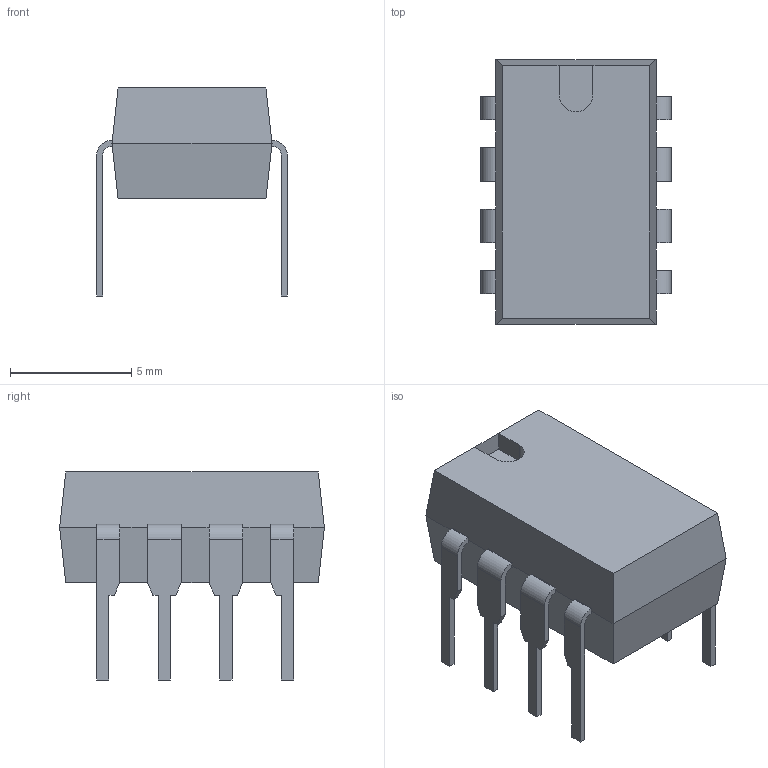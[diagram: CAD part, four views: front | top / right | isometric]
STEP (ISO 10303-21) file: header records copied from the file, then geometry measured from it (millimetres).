
FILE_DESCRIPTION (( 'STEP AP214' ), '1' );
FILE_NAME ('DB110334-65A7-4C68-A358-0167C9D95E67.STEP', '2008-06-27T15:08:48', ( 'sysAdmin' ), ( 'SolidWorks' ), 'SwSTEP 2.0', 'SolidWorks 2008', '' );
FILE_SCHEMA (( 'AUTOMOTIVE_DESIGN' ));
Length unit declared in the file: millimetre
Products named in the file (1): DB110334-65A7-4C68-A358-0167C9D95E67
Bounding box: 7.87 x 10.92 x 8.58 mm (x, y, z)
Volume: 318.3 mm3; surface area: 398.9 mm2
Topology: 1 solids, 1 shells, 123 faces, 357 edges, 236 vertices
Faces by surface type: plane 106, cylinder 17
Entity records: 4152 total; most frequent: CARTESIAN_POINT 717, ORIENTED_EDGE 714, DIRECTION 639, EDGE_CURVE 357, VECTOR 323, LINE 323, VERTEX_POINT 236, AXIS2_PLACEMENT_3D 158
